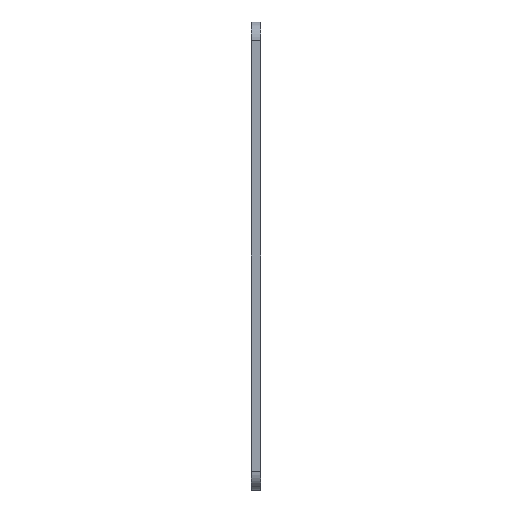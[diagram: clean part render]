
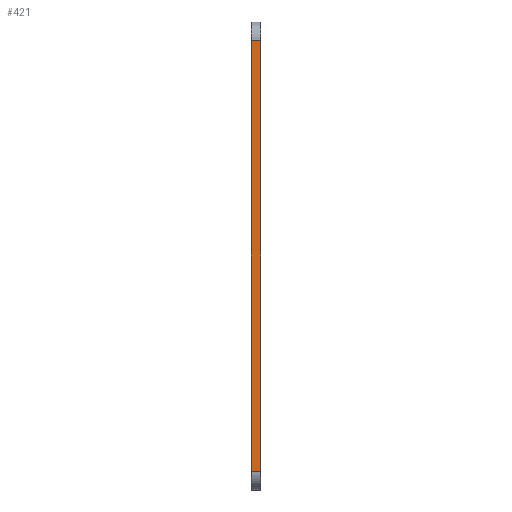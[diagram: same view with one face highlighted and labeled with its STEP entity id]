
A CAD part, left-side view. The second image highlights one B-rep face of the part: STEP entity #421.
In plain terms, the highlighted planar face has unit normal (-1, 0, 0).
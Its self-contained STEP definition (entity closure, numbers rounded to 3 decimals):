
#21 = VECTOR ( 'NONE', #166, 1000. ) ;
#45 = CARTESIAN_POINT ( 'NONE',  ( -140., 4., -92. ) ) ;
#57 = ORIENTED_EDGE ( 'NONE', *, *, #576, .F. ) ;
#135 = DIRECTION ( 'NONE',  ( 0., 0., -1. ) ) ;
#154 = EDGE_CURVE ( 'NONE', #279, #790, #738, .T. ) ;
#166 = DIRECTION ( 'NONE',  ( 0., 0., 1. ) ) ;
#198 = FACE_OUTER_BOUND ( 'NONE', #579, .T. ) ;
#279 = VERTEX_POINT ( 'NONE', #45 ) ;
#328 = VECTOR ( 'NONE', #539, 1000. ) ;
#329 = VERTEX_POINT ( 'NONE', #428 ) ;
#343 = LINE ( 'NONE', #351, #328 ) ;
#351 = CARTESIAN_POINT ( 'NONE',  ( -140., 4., 92. ) ) ;
#353 = EDGE_CURVE ( 'NONE', #279, #437, #435, .T. ) ;
#357 = AXIS2_PLACEMENT_3D ( 'NONE', #510, #702, #135 ) ;
#376 = CARTESIAN_POINT ( 'NONE',  ( -140., 4., -92. ) ) ;
#400 = VECTOR ( 'NONE', #406, 1000. ) ;
#406 = DIRECTION ( 'NONE',  ( 0., 0., 1. ) ) ;
#421 = ADVANCED_FACE ( 'NONE', ( #198 ), #586, .F. ) ;
#428 = CARTESIAN_POINT ( 'NONE',  ( -140., 0., 92. ) ) ;
#435 = LINE ( 'NONE', #376, #597 ) ;
#437 = VERTEX_POINT ( 'NONE', #633 ) ;
#471 = LINE ( 'NONE', #799, #400 ) ;
#472 = CARTESIAN_POINT ( 'NONE',  ( -140., 4., 92. ) ) ;
#487 = ORIENTED_EDGE ( 'NONE', *, *, #353, .T. ) ;
#488 = CARTESIAN_POINT ( 'NONE',  ( -140., 4., 92. ) ) ;
#510 = CARTESIAN_POINT ( 'NONE',  ( -140., 4., 92. ) ) ;
#539 = DIRECTION ( 'NONE',  ( 0., -1., 0. ) ) ;
#542 = ORIENTED_EDGE ( 'NONE', *, *, #546, .T. ) ;
#546 = EDGE_CURVE ( 'NONE', #437, #329, #471, .T. ) ;
#576 = EDGE_CURVE ( 'NONE', #790, #329, #343, .T. ) ;
#579 = EDGE_LOOP ( 'NONE', ( #542, #57, #716, #487 ) ) ;
#586 = PLANE ( 'NONE',  #357 ) ;
#597 = VECTOR ( 'NONE', #686, 1000. ) ;
#633 = CARTESIAN_POINT ( 'NONE',  ( -140., 0., -92. ) ) ;
#686 = DIRECTION ( 'NONE',  ( 0., -1., 0. ) ) ;
#702 = DIRECTION ( 'NONE',  ( 1., 0., 0. ) ) ;
#716 = ORIENTED_EDGE ( 'NONE', *, *, #154, .F. ) ;
#738 = LINE ( 'NONE', #472, #21 ) ;
#790 = VERTEX_POINT ( 'NONE', #488 ) ;
#799 = CARTESIAN_POINT ( 'NONE',  ( -140., 0., 92. ) ) ;
